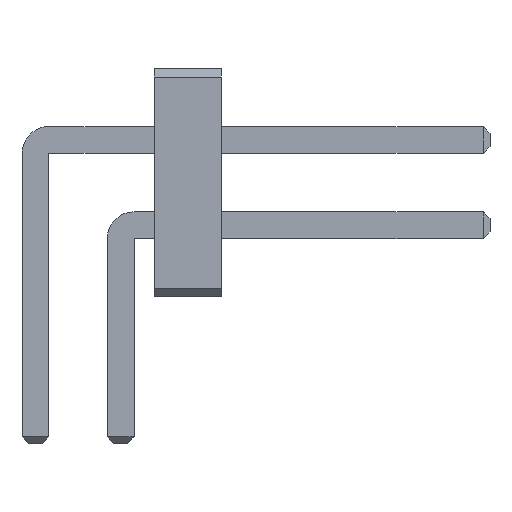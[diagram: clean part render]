
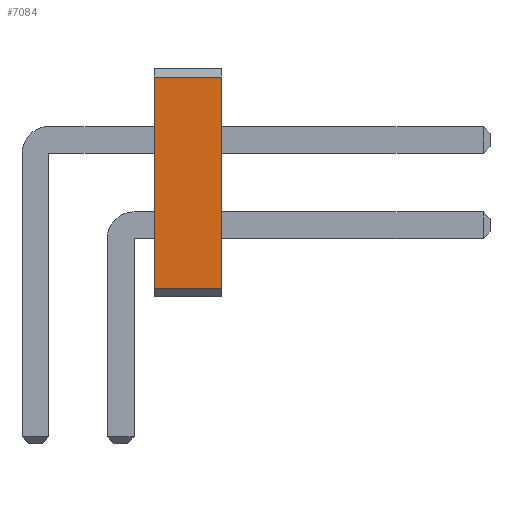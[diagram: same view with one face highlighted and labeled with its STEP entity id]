
A CAD part, front view. The second image highlights one B-rep face of the part: STEP entity #7084.
In plain terms, the highlighted planar face has unit normal (0, -1, 0).
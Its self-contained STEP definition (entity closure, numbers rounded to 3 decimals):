
#622 = VERTEX_POINT('',#623);
#623 = CARTESIAN_POINT('',(1.77,-26.035,3.273));
#629 = EDGE_CURVE('',#630,#622,#632,.T.);
#630 = VERTEX_POINT('',#631);
#631 = CARTESIAN_POINT('',(1.77,-26.035,0.127));
#632 = LINE('',#633,#634);
#633 = CARTESIAN_POINT('',(1.77,-26.035,0.127));
#634 = VECTOR('',#635,1.);
#635 = DIRECTION('',(0.,0.,1.));
#3059 = VERTEX_POINT('',#3060);
#3060 = CARTESIAN_POINT('',(2.77,-26.035,3.273));
#3066 = EDGE_CURVE('',#3067,#3059,#3069,.T.);
#3067 = VERTEX_POINT('',#3068);
#3068 = CARTESIAN_POINT('',(2.77,-26.035,0.127));
#3069 = LINE('',#3070,#3071);
#3070 = CARTESIAN_POINT('',(2.77,-26.035,0.127));
#3071 = VECTOR('',#3072,1.);
#3072 = DIRECTION('',(0.,0.,1.));
#7056 = EDGE_CURVE('',#630,#3067,#7057,.T.);
#7057 = LINE('',#7058,#7059);
#7058 = CARTESIAN_POINT('',(1.77,-26.035,0.127));
#7059 = VECTOR('',#7060,1.);
#7060 = DIRECTION('',(1.,0.,0.));
#7084 = ADVANCED_FACE('',(#7085),#7096,.T.);
#7085 = FACE_BOUND('',#7086,.T.);
#7086 = EDGE_LOOP('',(#7087,#7088,#7089,#7095));
#7087 = ORIENTED_EDGE('',*,*,#7056,.T.);
#7088 = ORIENTED_EDGE('',*,*,#3066,.T.);
#7089 = ORIENTED_EDGE('',*,*,#7090,.F.);
#7090 = EDGE_CURVE('',#622,#3059,#7091,.T.);
#7091 = LINE('',#7092,#7093);
#7092 = CARTESIAN_POINT('',(1.77,-26.035,3.273));
#7093 = VECTOR('',#7094,1.);
#7094 = DIRECTION('',(1.,0.,0.));
#7095 = ORIENTED_EDGE('',*,*,#629,.F.);
#7096 = PLANE('',#7097);
#7097 = AXIS2_PLACEMENT_3D('',#7098,#7099,#7100);
#7098 = CARTESIAN_POINT('',(1.77,-26.035,0.127));
#7099 = DIRECTION('',(0.,-1.,0.));
#7100 = DIRECTION('',(0.,0.,1.));
